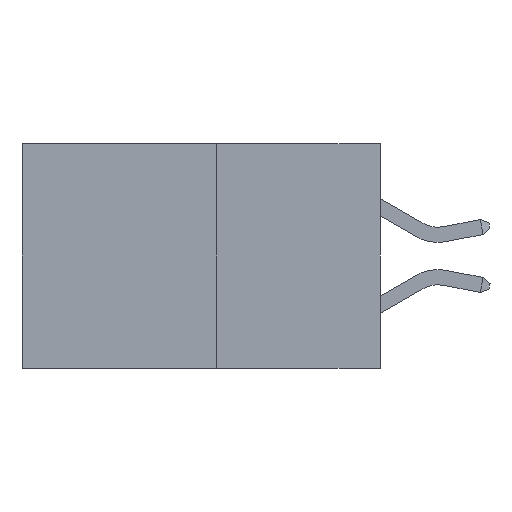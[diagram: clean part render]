
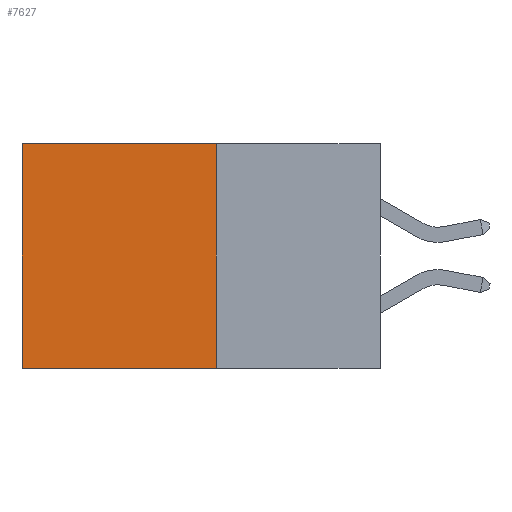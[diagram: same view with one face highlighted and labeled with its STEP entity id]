
A CAD part, left-side view. The second image highlights one B-rep face of the part: STEP entity #7627.
In plain terms, the highlighted planar face has unit normal (-1, 0, 0).
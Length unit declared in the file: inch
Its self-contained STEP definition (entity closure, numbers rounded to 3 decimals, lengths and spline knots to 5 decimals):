
#346 = DIRECTION ( 'NONE',  ( 0., 0., -1. ) ) ;
#379 = VERTEX_POINT ( 'NONE', #2437 ) ;
#385 = CARTESIAN_POINT ( 'NONE',  ( 0.277, 0.27, -0.37 ) ) ;
#1174 = CARTESIAN_POINT ( 'NONE',  ( 0.277, 0.59, -0.37 ) ) ;
#1283 = VERTEX_POINT ( 'NONE', #14903 ) ;
#1305 = ORIENTED_EDGE ( 'NONE', *, *, #1562, .F. ) ;
#1562 = EDGE_CURVE ( 'NONE', #1283, #14597, #13584, .T. ) ;
#1961 = DIRECTION ( 'NONE',  ( 0., 0., -1. ) ) ;
#1984 = VECTOR ( 'NONE', #9619, 39.37008 ) ;
#2047 = DIRECTION ( 'NONE',  ( 0., 1., 0. ) ) ;
#2437 = CARTESIAN_POINT ( 'NONE',  ( 0.277, 0.27, 0. ) ) ;
#3192 = EDGE_LOOP ( 'NONE', ( #13364, #1305, #8145, #7971 ) ) ;
#3989 = VECTOR ( 'NONE', #9082, 39.37008 ) ;
#4842 = AXIS2_PLACEMENT_3D ( 'NONE', #6817, #9219, #1961 ) ;
#5161 = LINE ( 'NONE', #9975, #14299 ) ;
#5849 = LINE ( 'NONE', #10498, #15001 ) ;
#6817 = CARTESIAN_POINT ( 'NONE',  ( 0.277, 0.27, -0.37 ) ) ;
#7360 = FACE_OUTER_BOUND ( 'NONE', #3192, .T. ) ;
#7627 = ADVANCED_FACE ( 'NONE', ( #7360 ), #13971, .F. ) ;
#7971 = ORIENTED_EDGE ( 'NONE', *, *, #9796, .T. ) ;
#8145 = ORIENTED_EDGE ( 'NONE', *, *, #14716, .F. ) ;
#9082 = DIRECTION ( 'NONE',  ( 0., 1., 0. ) ) ;
#9169 = CARTESIAN_POINT ( 'NONE',  ( 0.277, 0.59, 0. ) ) ;
#9219 = DIRECTION ( 'NONE',  ( 1., 0., 0. ) ) ;
#9619 = DIRECTION ( 'NONE',  ( 0., 0., -1. ) ) ;
#9767 = CARTESIAN_POINT ( 'NONE',  ( 0.277, 0.59, -0.37 ) ) ;
#9796 = EDGE_CURVE ( 'NONE', #379, #12794, #5849, .T. ) ;
#9975 = CARTESIAN_POINT ( 'NONE',  ( 0.277, 0.27, -0.37 ) ) ;
#10498 = CARTESIAN_POINT ( 'NONE',  ( 0.277, 0.27, 0. ) ) ;
#11224 = EDGE_CURVE ( 'NONE', #12794, #14597, #11652, .T. ) ;
#11652 = LINE ( 'NONE', #1174, #1984 ) ;
#12794 = VERTEX_POINT ( 'NONE', #9169 ) ;
#13364 = ORIENTED_EDGE ( 'NONE', *, *, #11224, .T. ) ;
#13584 = LINE ( 'NONE', #385, #3989 ) ;
#13971 = PLANE ( 'NONE',  #4842 ) ;
#14299 = VECTOR ( 'NONE', #346, 39.37008 ) ;
#14597 = VERTEX_POINT ( 'NONE', #9767 ) ;
#14716 = EDGE_CURVE ( 'NONE', #379, #1283, #5161, .T. ) ;
#14903 = CARTESIAN_POINT ( 'NONE',  ( 0.277, 0.27, -0.37 ) ) ;
#15001 = VECTOR ( 'NONE', #2047, 39.37008 ) ;
